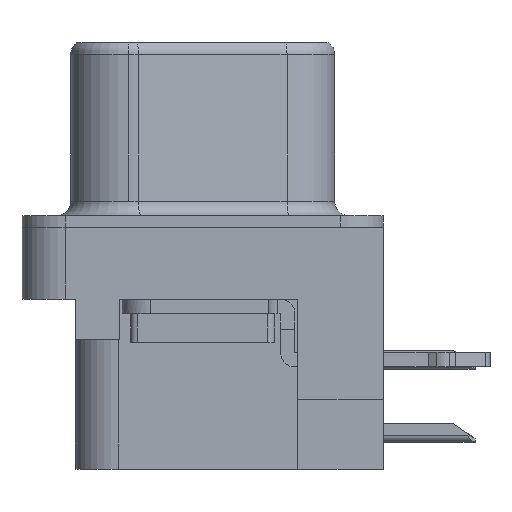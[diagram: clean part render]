
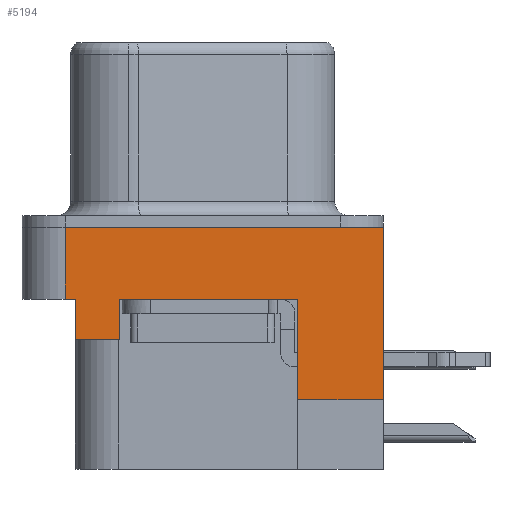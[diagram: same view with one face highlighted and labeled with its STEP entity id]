
A CAD part, left-side view. The second image highlights one B-rep face of the part: STEP entity #5194.
In plain terms, the highlighted planar face has unit normal (-1, 0, 0).
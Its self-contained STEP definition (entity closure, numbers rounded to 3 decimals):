
#1 = LINE ( 'NONE', #12894, #6392 ) ;
#210 = ORIENTED_EDGE ( 'NONE', *, *, #1941, .F. ) ;
#372 = EDGE_CURVE ( 'NONE', #12066, #9700, #1, .T. ) ;
#379 = CARTESIAN_POINT ( 'NONE',  ( -2.91, -6.495, -6. ) ) ;
#848 = FACE_OUTER_BOUND ( 'NONE', #11379, .T. ) ;
#1123 = VECTOR ( 'NONE', #6260, 1000. ) ;
#1341 = EDGE_CURVE ( 'NONE', #6808, #7101, #10066, .T. ) ;
#1438 = EDGE_CURVE ( 'NONE', #7836, #16140, #15270, .T. ) ;
#1504 = LINE ( 'NONE', #13802, #1123 ) ;
#1937 = VERTEX_POINT ( 'NONE', #9899 ) ;
#1941 = EDGE_CURVE ( 'NONE', #14619, #8949, #12224, .T. ) ;
#1961 = DIRECTION ( 'NONE',  ( 0., 0., 1. ) ) ;
#2007 = CARTESIAN_POINT ( 'NONE',  ( -2.91, -3.295, -2.5 ) ) ;
#2173 = CARTESIAN_POINT ( 'NONE',  ( -2.91, 4.425, -3.9 ) ) ;
#2212 = DIRECTION ( 'NONE',  ( 0., 0., 1. ) ) ;
#2493 = VECTOR ( 'NONE', #9656, 1000. ) ;
#2679 = EDGE_CURVE ( 'NONE', #12066, #7836, #12813, .T. ) ;
#2763 = VECTOR ( 'NONE', #15333, 1000. ) ;
#2875 = LINE ( 'NONE', #379, #9674 ) ;
#2987 = ORIENTED_EDGE ( 'NONE', *, *, #10967, .F. ) ;
#3632 = CARTESIAN_POINT ( 'NONE',  ( -2.91, 2.895, -2.5 ) ) ;
#4002 = ORIENTED_EDGE ( 'NONE', *, *, #11861, .T. ) ;
#4331 = CARTESIAN_POINT ( 'NONE',  ( -2.91, 4.425, -3.9 ) ) ;
#4792 = EDGE_CURVE ( 'NONE', #7606, #16140, #9389, .T. ) ;
#4879 = CARTESIAN_POINT ( 'NONE',  ( -2.91, 4.775, -2.5 ) ) ;
#4912 = CARTESIAN_POINT ( 'NONE',  ( -2.91, 4.775, 0. ) ) ;
#5158 = VECTOR ( 'NONE', #2212, 1000. ) ;
#5194 = ADVANCED_FACE ( 'NONE', ( #848 ), #9163, .T. ) ;
#6009 = DIRECTION ( 'NONE',  ( 0., -1., 0. ) ) ;
#6062 = DIRECTION ( 'NONE',  ( 0., 0., 1. ) ) ;
#6260 = DIRECTION ( 'NONE',  ( 0., -1., 0. ) ) ;
#6392 = VECTOR ( 'NONE', #1961, 1000. ) ;
#6802 = DIRECTION ( 'NONE',  ( 0., 1., 0. ) ) ;
#6808 = VERTEX_POINT ( 'NONE', #13443 ) ;
#7101 = VERTEX_POINT ( 'NONE', #2007 ) ;
#7203 = AXIS2_PLACEMENT_3D ( 'NONE', #9093, #8638, #8631 ) ;
#7259 = ORIENTED_EDGE ( 'NONE', *, *, #15159, .T. ) ;
#7286 = DIRECTION ( 'NONE',  ( 0., 0., 1. ) ) ;
#7311 = CARTESIAN_POINT ( 'NONE',  ( -2.91, -3.295, -8.4 ) ) ;
#7606 = VERTEX_POINT ( 'NONE', #4879 ) ;
#7836 = VERTEX_POINT ( 'NONE', #4331 ) ;
#7848 = ORIENTED_EDGE ( 'NONE', *, *, #11208, .F. ) ;
#8170 = ORIENTED_EDGE ( 'NONE', *, *, #4792, .T. ) ;
#8631 = DIRECTION ( 'NONE',  ( 0., 0., 1. ) ) ;
#8638 = DIRECTION ( 'NONE',  ( -1., 0., 0. ) ) ;
#8949 = VERTEX_POINT ( 'NONE', #14395 ) ;
#9072 = VECTOR ( 'NONE', #6062, 1000. ) ;
#9093 = CARTESIAN_POINT ( 'NONE',  ( -2.91, -6.275, -2.5 ) ) ;
#9163 = PLANE ( 'NONE',  #7203 ) ;
#9167 = CARTESIAN_POINT ( 'NONE',  ( -2.91, -6.275, 0. ) ) ;
#9389 = LINE ( 'NONE', #10369, #15776 ) ;
#9656 = DIRECTION ( 'NONE',  ( 0., -1., 0. ) ) ;
#9674 = VECTOR ( 'NONE', #6802, 1000. ) ;
#9700 = VERTEX_POINT ( 'NONE', #3632 ) ;
#9753 = CARTESIAN_POINT ( 'NONE',  ( -2.91, 4.775, -2.5 ) ) ;
#9880 = ORIENTED_EDGE ( 'NONE', *, *, #372, .T. ) ;
#9899 = CARTESIAN_POINT ( 'NONE',  ( -2.91, -6.275, -6. ) ) ;
#10066 = LINE ( 'NONE', #7311, #16482 ) ;
#10369 = CARTESIAN_POINT ( 'NONE',  ( -2.91, -6.275, -2.5 ) ) ;
#10967 = EDGE_CURVE ( 'NONE', #1937, #6808, #2875, .T. ) ;
#11208 = EDGE_CURVE ( 'NONE', #7606, #14619, #12427, .T. ) ;
#11368 = ORIENTED_EDGE ( 'NONE', *, *, #2679, .F. ) ;
#11379 = EDGE_LOOP ( 'NONE', ( #2987, #7259, #210, #7848, #8170, #15933, #11368, #9880, #4002, #13427 ) ) ;
#11590 = CARTESIAN_POINT ( 'NONE',  ( -2.91, 4.425, -3.9 ) ) ;
#11692 = CARTESIAN_POINT ( 'NONE',  ( -2.91, 2.895, -3.9 ) ) ;
#11752 = DIRECTION ( 'NONE',  ( 0., 1., 0. ) ) ;
#11861 = EDGE_CURVE ( 'NONE', #9700, #7101, #1504, .T. ) ;
#12066 = VERTEX_POINT ( 'NONE', #11692 ) ;
#12224 = LINE ( 'NONE', #9167, #2493 ) ;
#12402 = VECTOR ( 'NONE', #11752, 1000. ) ;
#12426 = CARTESIAN_POINT ( 'NONE',  ( -2.91, 4.425, -2.5 ) ) ;
#12427 = LINE ( 'NONE', #9753, #9072 ) ;
#12736 = CARTESIAN_POINT ( 'NONE',  ( -2.91, -6.275, -2.5 ) ) ;
#12813 = LINE ( 'NONE', #11590, #12402 ) ;
#12894 = CARTESIAN_POINT ( 'NONE',  ( -2.91, 2.895, -3.9 ) ) ;
#13427 = ORIENTED_EDGE ( 'NONE', *, *, #1341, .F. ) ;
#13443 = CARTESIAN_POINT ( 'NONE',  ( -2.91, -3.295, -6. ) ) ;
#13802 = CARTESIAN_POINT ( 'NONE',  ( -2.91, -6.275, -2.5 ) ) ;
#14395 = CARTESIAN_POINT ( 'NONE',  ( -2.91, -6.275, 0. ) ) ;
#14619 = VERTEX_POINT ( 'NONE', #4912 ) ;
#15159 = EDGE_CURVE ( 'NONE', #1937, #8949, #16360, .T. ) ;
#15270 = LINE ( 'NONE', #2173, #5158 ) ;
#15333 = DIRECTION ( 'NONE',  ( 0., 0., 1. ) ) ;
#15776 = VECTOR ( 'NONE', #6009, 1000. ) ;
#15933 = ORIENTED_EDGE ( 'NONE', *, *, #1438, .F. ) ;
#16140 = VERTEX_POINT ( 'NONE', #12426 ) ;
#16360 = LINE ( 'NONE', #12736, #2763 ) ;
#16482 = VECTOR ( 'NONE', #7286, 1000. ) ;
